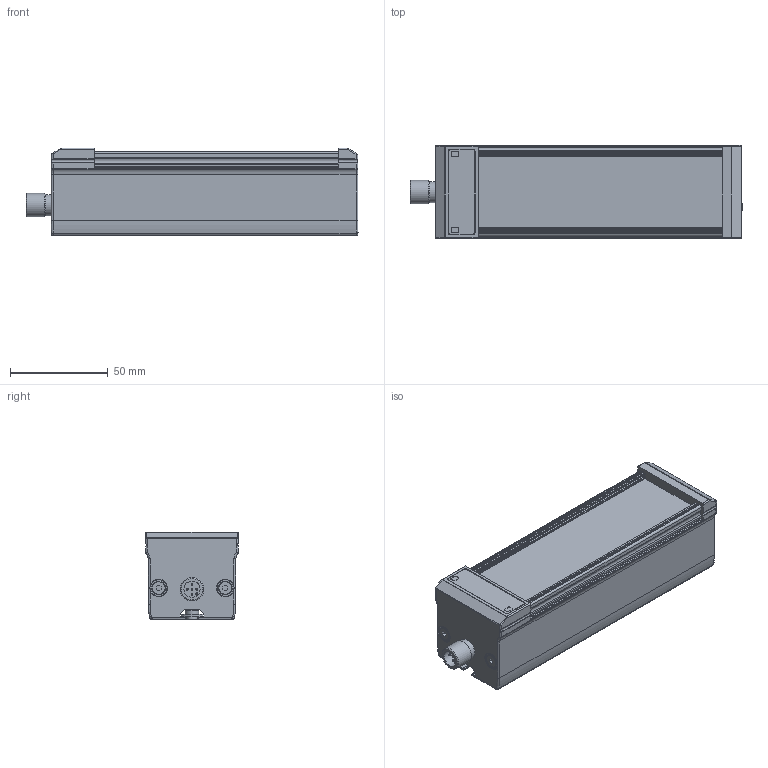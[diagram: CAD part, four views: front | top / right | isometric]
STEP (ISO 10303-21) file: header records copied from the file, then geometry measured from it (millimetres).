
FILE_DESCRIPTION (( 'STEP AP214' ), '1' );
FILE_NAME ('OPT2400 and OPT2404.STEP', '2023-03-07T11:15:05', ( '' ), ( '' ), 'SwSTEP 2.0', 'SolidWorks 2021', '' );
FILE_SCHEMA (( 'AUTOMOTIVE_DESIGN' ));
Length unit declared in the file: inch
Products named in the file (1): OPT2400 and OPT2404
Bounding box: 170.06 x 47.63 x 45 mm (x, y, z)
Volume: 283668.8 mm3; surface area: 39493.6 mm2
Topology: 3 solids, 3 shells, 491 faces, 1325 edges, 876 vertices
Faces by surface type: plane 230, cylinder 152, bspline 100, cone 9
Full cylindrical faces by diameter (mm): 1 x5, 3.3 x2, 5.4 x2, 7 x6, 8.3 x1, 8.5 x4, 10.75 x1, 12 x1
Entity records: 16944 total; most frequent: CARTESIAN_POINT 5695, ORIENTED_EDGE 2472, DIRECTION 2023, EDGE_CURVE 1236, VERTEX_POINT 844, AXIS2_PLACEMENT_3D 686, VECTOR 651, LINE 651
